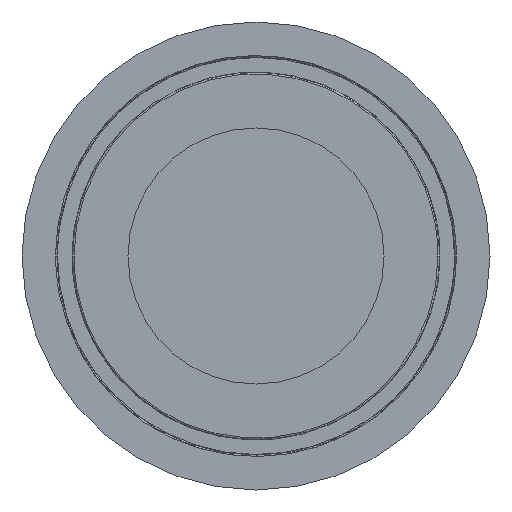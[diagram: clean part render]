
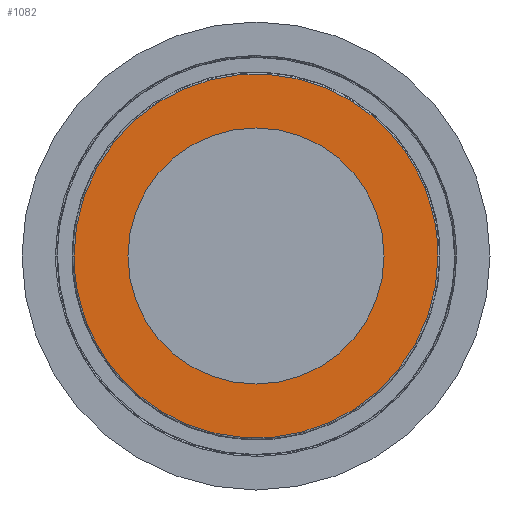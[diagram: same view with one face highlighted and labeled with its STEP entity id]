
A CAD part, front view. The second image highlights one B-rep face of the part: STEP entity #1082.
In plain terms, the highlighted planar face has unit normal (0, -1, 0).
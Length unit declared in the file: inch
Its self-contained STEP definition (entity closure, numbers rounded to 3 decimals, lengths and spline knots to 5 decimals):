
#101 = AXIS2_PLACEMENT_3D ( 'NONE', #199, #1291, #2646 ) ;
#199 = CARTESIAN_POINT ( 'NONE',  ( 0., -0.235, 0. ) ) ;
#275 = PLANE ( 'NONE',  #2143 ) ;
#339 = CARTESIAN_POINT ( 'NONE',  ( 0., -0.235, 1.94 ) ) ;
#554 = FACE_OUTER_BOUND ( 'NONE', #700, .T. ) ;
#589 = CARTESIAN_POINT ( 'NONE',  ( 0., -0.235, 0. ) ) ;
#602 = VERTEX_POINT ( 'NONE', #2448 ) ;
#700 = EDGE_LOOP ( 'NONE', ( #2471, #1129 ) ) ;
#860 = FACE_BOUND ( 'NONE', #1160, .T. ) ;
#894 = CARTESIAN_POINT ( 'NONE',  ( 2.757, -0.235, -5.514 ) ) ;
#969 = AXIS2_PLACEMENT_3D ( 'NONE', #3579, #3077, #2759 ) ;
#1011 = ORIENTED_EDGE ( 'NONE', *, *, #2410, .F. ) ;
#1052 = VERTEX_POINT ( 'NONE', #2473 ) ;
#1074 = CARTESIAN_POINT ( 'NONE',  ( 2.757, -0.235, 5.514 ) ) ;
#1082 = ADVANCED_FACE ( 'NONE', ( #554, #860 ), #275, .T. ) ;
#1123 = CARTESIAN_POINT ( 'NONE',  ( -2.757, -0.235, 5.514 ) ) ;
#1129 = ORIENTED_EDGE ( 'NONE', *, *, #2671, .F. ) ;
#1160 = EDGE_LOOP ( 'NONE', ( #1011, #3031 ) ) ;
#1291 = DIRECTION ( 'NONE',  ( 0., -1., 0. ) ) ;
#1292 = VERTEX_POINT ( 'NONE', #339 ) ;
#1697 = CARTESIAN_POINT ( 'NONE',  ( 2.757, -0.235, 0. ) ) ;
#1707 = EDGE_CURVE ( 'NONE', #1292, #2217, #2482, .T. ) ;
#1889 = CARTESIAN_POINT ( 'NONE',  ( 0., -0.235, -1.94 ) ) ;
#1896 = DIRECTION ( 'NONE',  ( -1., 0., 0. ) ) ;
#1962 = DIRECTION ( 'NONE',  ( 0., -1., 0. ) ) ;
#1987 =( BOUNDED_CURVE ( )  B_SPLINE_CURVE ( 3, ( #3055, #1123, #1074, #2195 ),
 .UNSPECIFIED., .F., .T. ) 
 B_SPLINE_CURVE_WITH_KNOTS ( ( 4, 4 ),
 ( 0., 0.5 ),
 .UNSPECIFIED. ) 
 CURVE ( )  GEOMETRIC_REPRESENTATION_ITEM ( )  RATIONAL_B_SPLINE_CURVE ( ( 1., 0.333, 0.333, 1. ) ) 
 REPRESENTATION_ITEM ( '' )  );
#2098 = EDGE_CURVE ( 'NONE', #1052, #602, #1987, .T. ) ;
#2143 = AXIS2_PLACEMENT_3D ( 'NONE', #589, #1962, #1896 ) ;
#2195 = CARTESIAN_POINT ( 'NONE',  ( 2.757, -0.235, 0. ) ) ;
#2217 = VERTEX_POINT ( 'NONE', #1889 ) ;
#2323 = CARTESIAN_POINT ( 'NONE',  ( -2.757, -0.235, -5.514 ) ) ;
#2410 = EDGE_CURVE ( 'NONE', #2217, #1292, #2762, .T. ) ;
#2448 = CARTESIAN_POINT ( 'NONE',  ( 2.757, -0.235, 0. ) ) ;
#2471 = ORIENTED_EDGE ( 'NONE', *, *, #2098, .F. ) ;
#2473 = CARTESIAN_POINT ( 'NONE',  ( -2.757, -0.235, 0. ) ) ;
#2482 = CIRCLE ( 'NONE', #101, 1.94 ) ;
#2646 = DIRECTION ( 'NONE',  ( 0., 0., -1. ) ) ;
#2671 = EDGE_CURVE ( 'NONE', #602, #1052, #3497, .T. ) ;
#2759 = DIRECTION ( 'NONE',  ( 0., 0., -1. ) ) ;
#2762 = CIRCLE ( 'NONE', #969, 1.94 ) ;
#3031 = ORIENTED_EDGE ( 'NONE', *, *, #1707, .F. ) ;
#3055 = CARTESIAN_POINT ( 'NONE',  ( -2.757, -0.235, 0. ) ) ;
#3077 = DIRECTION ( 'NONE',  ( 0., -1., 0. ) ) ;
#3439 = CARTESIAN_POINT ( 'NONE',  ( -2.757, -0.235, 0. ) ) ;
#3497 =( BOUNDED_CURVE ( )  B_SPLINE_CURVE ( 3, ( #1697, #894, #2323, #3439 ),
 .UNSPECIFIED., .F., .T. ) 
 B_SPLINE_CURVE_WITH_KNOTS ( ( 4, 4 ),
 ( 0.5, 1. ),
 .UNSPECIFIED. ) 
 CURVE ( )  GEOMETRIC_REPRESENTATION_ITEM ( )  RATIONAL_B_SPLINE_CURVE ( ( 1., 0.333, 0.333, 1. ) ) 
 REPRESENTATION_ITEM ( '' )  );
#3579 = CARTESIAN_POINT ( 'NONE',  ( 0., -0.235, 0. ) ) ;
